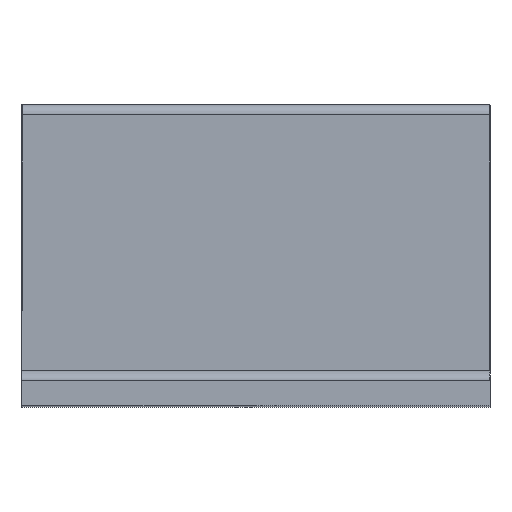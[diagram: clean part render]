
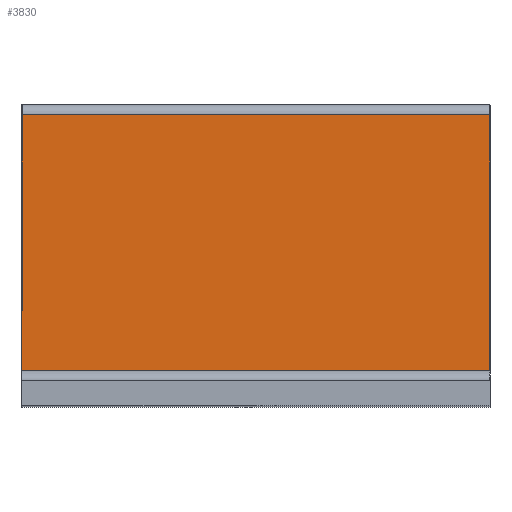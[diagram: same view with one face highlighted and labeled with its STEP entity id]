
A CAD part, top view. The second image highlights one B-rep face of the part: STEP entity #3830.
In plain terms, the highlighted face is planar.
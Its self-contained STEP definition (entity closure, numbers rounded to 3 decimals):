
#351 = VECTOR ( 'NONE', #448, 1000. ) ;
#392 = AXIS2_PLACEMENT_3D ( 'NONE', #1401, #1776, #4026 ) ;
#448 = DIRECTION ( 'NONE',  ( 0., 1., 0. ) ) ;
#451 = CARTESIAN_POINT ( 'NONE',  ( -32.576, 5.842, -17.78 ) ) ;
#757 = VERTEX_POINT ( 'NONE', #2684 ) ;
#879 = DIRECTION ( 'NONE',  ( 0., 0., -1. ) ) ;
#996 = DIRECTION ( 'NONE',  ( 0., -1., 0. ) ) ;
#1017 = CARTESIAN_POINT ( 'NONE',  ( -32.576, 25.273, -17.78 ) ) ;
#1074 = ORIENTED_EDGE ( 'NONE', *, *, #2311, .T. ) ;
#1085 = LINE ( 'NONE', #451, #351 ) ;
#1124 = CARTESIAN_POINT ( 'NONE',  ( -32.576, 25.273, 152.4 ) ) ;
#1143 = VECTOR ( 'NONE', #879, 1000. ) ;
#1270 = ORIENTED_EDGE ( 'NONE', *, *, #2725, .F. ) ;
#1401 = CARTESIAN_POINT ( 'NONE',  ( -32.576, 5.842, 152.4 ) ) ;
#1433 = VERTEX_POINT ( 'NONE', #1017 ) ;
#1633 = EDGE_CURVE ( 'NONE', #3730, #1433, #1085, .T. ) ;
#1699 = CARTESIAN_POINT ( 'NONE',  ( -32.576, 5.842, -17.78 ) ) ;
#1776 = DIRECTION ( 'NONE',  ( 1., 0., 0. ) ) ;
#1807 = LINE ( 'NONE', #4057, #2606 ) ;
#2141 = ORIENTED_EDGE ( 'NONE', *, *, #3323, .F. ) ;
#2238 = LINE ( 'NONE', #1124, #1143 ) ;
#2274 = ORIENTED_EDGE ( 'NONE', *, *, #1633, .F. ) ;
#2311 = EDGE_CURVE ( 'NONE', #757, #1433, #2238, .T. ) ;
#2411 = CARTESIAN_POINT ( 'NONE',  ( -32.576, 5.842, 17.78 ) ) ;
#2433 = LINE ( 'NONE', #3370, #3990 ) ;
#2606 = VECTOR ( 'NONE', #4075, 1000. ) ;
#2684 = CARTESIAN_POINT ( 'NONE',  ( -32.576, 25.273, 17.78 ) ) ;
#2725 = EDGE_CURVE ( 'NONE', #757, #3153, #2433, .T. ) ;
#3153 = VERTEX_POINT ( 'NONE', #2411 ) ;
#3323 = EDGE_CURVE ( 'NONE', #3153, #3730, #1807, .T. ) ;
#3370 = CARTESIAN_POINT ( 'NONE',  ( -32.576, 5.842, 17.78 ) ) ;
#3474 = FACE_OUTER_BOUND ( 'NONE', #3926, .T. ) ;
#3702 = PLANE ( 'NONE',  #392 ) ;
#3730 = VERTEX_POINT ( 'NONE', #1699 ) ;
#3830 = ADVANCED_FACE ( 'NONE', ( #3474 ), #3702, .F. ) ;
#3926 = EDGE_LOOP ( 'NONE', ( #1270, #1074, #2274, #2141 ) ) ;
#3990 = VECTOR ( 'NONE', #996, 1000. ) ;
#4026 = DIRECTION ( 'NONE',  ( 0., 0., -1. ) ) ;
#4057 = CARTESIAN_POINT ( 'NONE',  ( -32.576, 5.842, 152.4 ) ) ;
#4075 = DIRECTION ( 'NONE',  ( 0., 0., -1. ) ) ;
